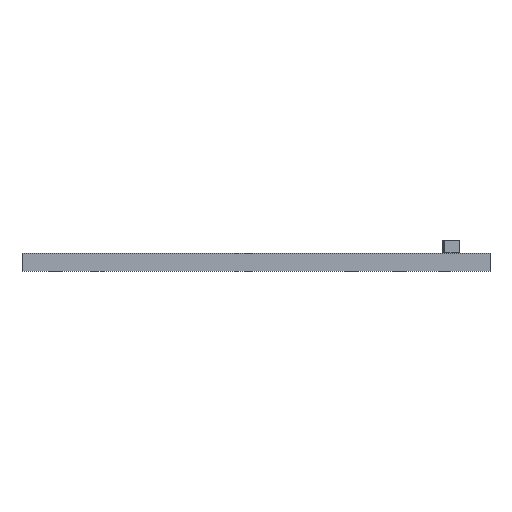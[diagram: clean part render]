
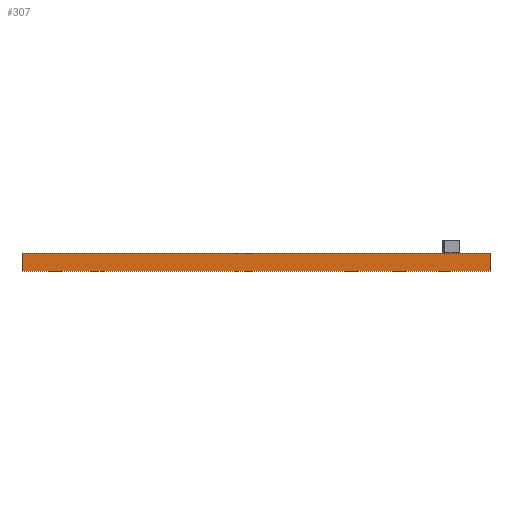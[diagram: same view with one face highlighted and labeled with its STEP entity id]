
A CAD part, front view. The second image highlights one B-rep face of the part: STEP entity #307.
In plain terms, the highlighted planar face has unit normal (0, -1, 0).
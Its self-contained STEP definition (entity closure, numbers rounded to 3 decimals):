
#44 = EDGE_CURVE('',#45,#47,#49,.T.);
#45 = VERTEX_POINT('',#46);
#46 = CARTESIAN_POINT('',(34.925,51.435,0.));
#47 = VERTEX_POINT('',#48);
#48 = CARTESIAN_POINT('',(34.925,51.435,1.646));
#49 = SURFACE_CURVE('',#50,(#54,#66),.PCURVE_S1.);
#50 = LINE('',#51,#52);
#51 = CARTESIAN_POINT('',(34.925,51.435,0.));
#52 = VECTOR('',#53,1.);
#53 = DIRECTION('',(0.,0.,1.));
#54 = PCURVE('',#55,#60);
#55 = PLANE('',#56);
#56 = AXIS2_PLACEMENT_3D('',#57,#58,#59);
#57 = CARTESIAN_POINT('',(34.925,51.435,0.));
#58 = DIRECTION('',(-1.,0.,0.));
#59 = DIRECTION('',(0.,1.,0.));
#60 = DEFINITIONAL_REPRESENTATION('',(#61),#65);
#61 = LINE('',#62,#63);
#62 = CARTESIAN_POINT('',(0.,0.));
#63 = VECTOR('',#64,1.);
#64 = DIRECTION('',(0.,-1.));
#65 = ( GEOMETRIC_REPRESENTATION_CONTEXT(2) 
PARAMETRIC_REPRESENTATION_CONTEXT() REPRESENTATION_CONTEXT('2D SPACE',''
  ) );
#66 = PCURVE('',#67,#72);
#67 = PLANE('',#68);
#68 = AXIS2_PLACEMENT_3D('',#69,#70,#71);
#69 = CARTESIAN_POINT('',(77.216,51.435,0.));
#70 = DIRECTION('',(0.,-1.,0.));
#71 = DIRECTION('',(-1.,0.,0.));
#72 = DEFINITIONAL_REPRESENTATION('',(#73),#77);
#73 = LINE('',#74,#75);
#74 = CARTESIAN_POINT('',(42.291,0.));
#75 = VECTOR('',#76,1.);
#76 = DIRECTION('',(0.,-1.));
#77 = ( GEOMETRIC_REPRESENTATION_CONTEXT(2) 
PARAMETRIC_REPRESENTATION_CONTEXT() REPRESENTATION_CONTEXT('2D SPACE',''
  ) );
#95 = PLANE('',#96);
#96 = AXIS2_PLACEMENT_3D('',#97,#98,#99);
#97 = CARTESIAN_POINT('',(34.925,51.435,1.646));
#98 = DIRECTION('',(0.,0.,1.));
#99 = DIRECTION('',(1.,0.,0.));
#149 = PLANE('',#150);
#150 = AXIS2_PLACEMENT_3D('',#151,#152,#153);
#151 = CARTESIAN_POINT('',(34.925,51.435,0.));
#152 = DIRECTION('',(0.,0.,1.));
#153 = DIRECTION('',(1.,0.,0.));
#204 = PLANE('',#205);
#205 = AXIS2_PLACEMENT_3D('',#206,#207,#208);
#206 = CARTESIAN_POINT('',(77.216,102.87,0.));
#207 = DIRECTION('',(1.,0.,0.));
#208 = DIRECTION('',(0.,-1.,0.));
#242 = VERTEX_POINT('',#243);
#243 = CARTESIAN_POINT('',(77.216,51.435,1.646));
#264 = EDGE_CURVE('',#265,#242,#267,.T.);
#265 = VERTEX_POINT('',#266);
#266 = CARTESIAN_POINT('',(77.216,51.435,0.));
#267 = SURFACE_CURVE('',#268,(#272,#279),.PCURVE_S1.);
#268 = LINE('',#269,#270);
#269 = CARTESIAN_POINT('',(77.216,51.435,0.));
#270 = VECTOR('',#271,1.);
#271 = DIRECTION('',(0.,0.,1.));
#272 = PCURVE('',#204,#273);
#273 = DEFINITIONAL_REPRESENTATION('',(#274),#278);
#274 = LINE('',#275,#276);
#275 = CARTESIAN_POINT('',(51.435,0.));
#276 = VECTOR('',#277,1.);
#277 = DIRECTION('',(0.,-1.));
#278 = ( GEOMETRIC_REPRESENTATION_CONTEXT(2) 
PARAMETRIC_REPRESENTATION_CONTEXT() REPRESENTATION_CONTEXT('2D SPACE',''
  ) );
#279 = PCURVE('',#67,#280);
#280 = DEFINITIONAL_REPRESENTATION('',(#281),#285);
#281 = LINE('',#282,#283);
#282 = CARTESIAN_POINT('',(0.,0.));
#283 = VECTOR('',#284,1.);
#284 = DIRECTION('',(0.,-1.));
#285 = ( GEOMETRIC_REPRESENTATION_CONTEXT(2) 
PARAMETRIC_REPRESENTATION_CONTEXT() REPRESENTATION_CONTEXT('2D SPACE',''
  ) );
#307 = ADVANCED_FACE('',(#308),#67,.T.);
#308 = FACE_BOUND('',#309,.T.);
#309 = EDGE_LOOP('',(#310,#311,#332,#333));
#310 = ORIENTED_EDGE('',*,*,#264,.T.);
#311 = ORIENTED_EDGE('',*,*,#312,.T.);
#312 = EDGE_CURVE('',#242,#47,#313,.T.);
#313 = SURFACE_CURVE('',#314,(#318,#325),.PCURVE_S1.);
#314 = LINE('',#315,#316);
#315 = CARTESIAN_POINT('',(77.216,51.435,1.646));
#316 = VECTOR('',#317,1.);
#317 = DIRECTION('',(-1.,0.,0.));
#318 = PCURVE('',#67,#319);
#319 = DEFINITIONAL_REPRESENTATION('',(#320),#324);
#320 = LINE('',#321,#322);
#321 = CARTESIAN_POINT('',(0.,-1.646));
#322 = VECTOR('',#323,1.);
#323 = DIRECTION('',(1.,0.));
#324 = ( GEOMETRIC_REPRESENTATION_CONTEXT(2) 
PARAMETRIC_REPRESENTATION_CONTEXT() REPRESENTATION_CONTEXT('2D SPACE',''
  ) );
#325 = PCURVE('',#95,#326);
#326 = DEFINITIONAL_REPRESENTATION('',(#327),#331);
#327 = LINE('',#328,#329);
#328 = CARTESIAN_POINT('',(42.291,0.));
#329 = VECTOR('',#330,1.);
#330 = DIRECTION('',(-1.,0.));
#331 = ( GEOMETRIC_REPRESENTATION_CONTEXT(2) 
PARAMETRIC_REPRESENTATION_CONTEXT() REPRESENTATION_CONTEXT('2D SPACE',''
  ) );
#332 = ORIENTED_EDGE('',*,*,#44,.F.);
#333 = ORIENTED_EDGE('',*,*,#334,.F.);
#334 = EDGE_CURVE('',#265,#45,#335,.T.);
#335 = SURFACE_CURVE('',#336,(#340,#347),.PCURVE_S1.);
#336 = LINE('',#337,#338);
#337 = CARTESIAN_POINT('',(77.216,51.435,0.));
#338 = VECTOR('',#339,1.);
#339 = DIRECTION('',(-1.,0.,0.));
#340 = PCURVE('',#67,#341);
#341 = DEFINITIONAL_REPRESENTATION('',(#342),#346);
#342 = LINE('',#343,#344);
#343 = CARTESIAN_POINT('',(0.,0.));
#344 = VECTOR('',#345,1.);
#345 = DIRECTION('',(1.,0.));
#346 = ( GEOMETRIC_REPRESENTATION_CONTEXT(2) 
PARAMETRIC_REPRESENTATION_CONTEXT() REPRESENTATION_CONTEXT('2D SPACE',''
  ) );
#347 = PCURVE('',#149,#348);
#348 = DEFINITIONAL_REPRESENTATION('',(#349),#353);
#349 = LINE('',#350,#351);
#350 = CARTESIAN_POINT('',(42.291,0.));
#351 = VECTOR('',#352,1.);
#352 = DIRECTION('',(-1.,0.));
#353 = ( GEOMETRIC_REPRESENTATION_CONTEXT(2) 
PARAMETRIC_REPRESENTATION_CONTEXT() REPRESENTATION_CONTEXT('2D SPACE',''
  ) );
